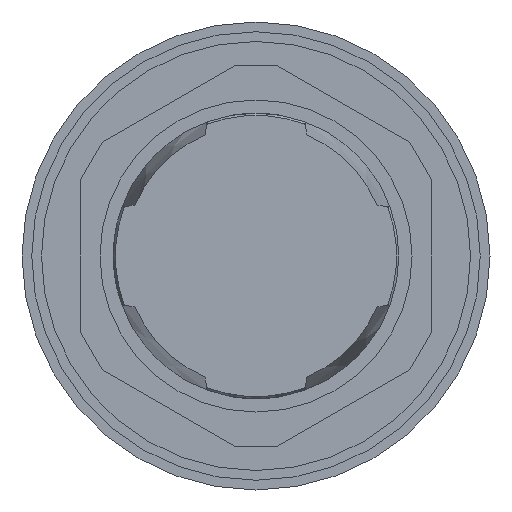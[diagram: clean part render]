
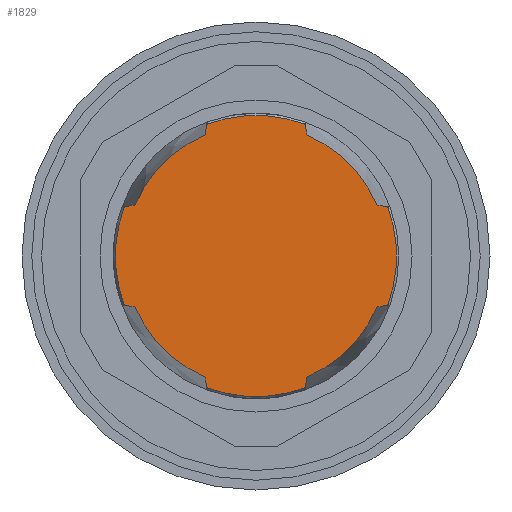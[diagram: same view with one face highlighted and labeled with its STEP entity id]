
A CAD part, front view. The second image highlights one B-rep face of the part: STEP entity #1829.
In plain terms, the highlighted planar face has unit normal (0, -1, 0).
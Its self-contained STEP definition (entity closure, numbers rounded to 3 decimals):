
#133=PLANE('',#2039);
#229=FACE_OUTER_BOUND('',#343,.T.);
#343=EDGE_LOOP('',(#1593,#1594,#1595,#1596,#1597,#1598,#1599,#1600,#1601,
#1602,#1603,#1604,#1605,#1606,#1607,#1608));
#440=CIRCLE('',#2013,6.725);
#442=CIRCLE('',#2017,6.725);
#444=CIRCLE('',#2021,6.725);
#445=CIRCLE('',#2027,7.21);
#447=CIRCLE('',#2030,7.21);
#451=CIRCLE('',#2035,7.21);
#452=CIRCLE('',#2037,7.21);
#454=CIRCLE('',#2040,6.725);
#585=LINE('',#3055,#724);
#587=LINE('',#3076,#726);
#589=LINE('',#3097,#728);
#592=LINE('',#3110,#731);
#594=LINE('',#3118,#733);
#596=LINE('',#3126,#735);
#597=LINE('',#3153,#736);
#598=LINE('',#3156,#737);
#724=VECTOR('',#2488,10.);
#726=VECTOR('',#2498,10.);
#728=VECTOR('',#2508,10.);
#731=VECTOR('',#2513,10.);
#733=VECTOR('',#2517,10.);
#735=VECTOR('',#2521,10.);
#736=VECTOR('',#2550,10.);
#737=VECTOR('',#2553,10.);
#883=VERTEX_POINT('',#3042);
#885=VERTEX_POINT('',#3048);
#886=VERTEX_POINT('',#3054);
#889=VERTEX_POINT('',#3063);
#891=VERTEX_POINT('',#3069);
#892=VERTEX_POINT('',#3075);
#895=VERTEX_POINT('',#3084);
#897=VERTEX_POINT('',#3090);
#898=VERTEX_POINT('',#3096);
#901=VERTEX_POINT('',#3106);
#903=VERTEX_POINT('',#3114);
#905=VERTEX_POINT('',#3122);
#906=VERTEX_POINT('',#3128);
#910=VERTEX_POINT('',#3143);
#911=VERTEX_POINT('',#3152);
#912=VERTEX_POINT('',#3154);
#1125=EDGE_CURVE('',#883,#885,#440,.T.);
#1126=EDGE_CURVE('',#886,#883,#585,.T.);
#1132=EDGE_CURVE('',#889,#891,#442,.T.);
#1133=EDGE_CURVE('',#892,#889,#587,.T.);
#1139=EDGE_CURVE('',#895,#897,#444,.T.);
#1140=EDGE_CURVE('',#898,#895,#589,.T.);
#1145=EDGE_CURVE('',#885,#901,#592,.T.);
#1148=EDGE_CURVE('',#891,#903,#594,.T.);
#1151=EDGE_CURVE('',#897,#905,#596,.T.);
#1152=EDGE_CURVE('',#906,#898,#445,.T.);
#1155=EDGE_CURVE('',#905,#892,#447,.T.);
#1160=EDGE_CURVE('',#901,#910,#451,.T.);
#1161=EDGE_CURVE('',#903,#886,#452,.T.);
#1163=EDGE_CURVE('',#910,#911,#597,.T.);
#1164=EDGE_CURVE('',#911,#912,#454,.T.);
#1165=EDGE_CURVE('',#912,#906,#598,.T.);
#1593=ORIENTED_EDGE('',*,*,#1126,.T.);
#1594=ORIENTED_EDGE('',*,*,#1125,.T.);
#1595=ORIENTED_EDGE('',*,*,#1145,.T.);
#1596=ORIENTED_EDGE('',*,*,#1160,.T.);
#1597=ORIENTED_EDGE('',*,*,#1163,.T.);
#1598=ORIENTED_EDGE('',*,*,#1164,.T.);
#1599=ORIENTED_EDGE('',*,*,#1165,.T.);
#1600=ORIENTED_EDGE('',*,*,#1152,.T.);
#1601=ORIENTED_EDGE('',*,*,#1140,.T.);
#1602=ORIENTED_EDGE('',*,*,#1139,.T.);
#1603=ORIENTED_EDGE('',*,*,#1151,.T.);
#1604=ORIENTED_EDGE('',*,*,#1155,.T.);
#1605=ORIENTED_EDGE('',*,*,#1133,.T.);
#1606=ORIENTED_EDGE('',*,*,#1132,.T.);
#1607=ORIENTED_EDGE('',*,*,#1148,.T.);
#1608=ORIENTED_EDGE('',*,*,#1161,.T.);
#1829=ADVANCED_FACE('',(#229),#133,.T.);
#2013=AXIS2_PLACEMENT_3D('',#3052,#2484,#2485);
#2017=AXIS2_PLACEMENT_3D('',#3073,#2494,#2495);
#2021=AXIS2_PLACEMENT_3D('',#3094,#2504,#2505);
#2027=AXIS2_PLACEMENT_3D('',#3129,#2524,#2525);
#2030=AXIS2_PLACEMENT_3D('',#3136,#2530,#2531);
#2035=AXIS2_PLACEMENT_3D('',#3147,#2540,#2541);
#2037=AXIS2_PLACEMENT_3D('',#3149,#2544,#2545);
#2039=AXIS2_PLACEMENT_3D('',#3151,#2548,#2549);
#2040=AXIS2_PLACEMENT_3D('',#3155,#2551,#2552);
#2484=DIRECTION('center_axis',(0.,-1.,0.));
#2485=DIRECTION('ref_axis',(-0.39,0.,0.921));
#2488=DIRECTION('',(0.174,0.,0.985));
#2494=DIRECTION('center_axis',(0.,-1.,0.));
#2495=DIRECTION('ref_axis',(0.921,0.,0.39));
#2498=DIRECTION('',(0.985,0.,-0.174));
#2504=DIRECTION('center_axis',(0.,-1.,0.));
#2505=DIRECTION('ref_axis',(0.39,0.,-0.921));
#2508=DIRECTION('',(-0.174,0.,-0.985));
#2513=DIRECTION('',(0.985,0.,0.174));
#2517=DIRECTION('',(0.174,0.,-0.985));
#2521=DIRECTION('',(-0.985,0.,-0.174));
#2524=DIRECTION('center_axis',(0.,-1.,0.));
#2525=DIRECTION('ref_axis',(1.,0.,0.));
#2530=DIRECTION('center_axis',(0.,-1.,0.));
#2531=DIRECTION('ref_axis',(1.,0.,0.));
#2540=DIRECTION('center_axis',(0.,-1.,0.));
#2541=DIRECTION('ref_axis',(1.,0.,0.));
#2544=DIRECTION('center_axis',(0.,-1.,0.));
#2545=DIRECTION('ref_axis',(1.,0.,0.));
#2548=DIRECTION('center_axis',(0.,-1.,0.));
#2549=DIRECTION('ref_axis',(0.,0.,-1.));
#2550=DIRECTION('',(-0.985,0.,0.174));
#2551=DIRECTION('center_axis',(0.,-1.,0.));
#2552=DIRECTION('ref_axis',(-0.921,0.,-0.39));
#2553=DIRECTION('',(-0.174,0.,0.985));
#3042=CARTESIAN_POINT('',(2.623,-12.25,-6.192));
#3048=CARTESIAN_POINT('',(6.192,-12.25,-2.623));
#3052=CARTESIAN_POINT('Origin',(0.,-12.25,0.));
#3054=CARTESIAN_POINT('',(2.524,-12.25,-6.753));
#3055=CARTESIAN_POINT('',(3.216,-12.25,-2.827));
#3063=CARTESIAN_POINT('',(-6.192,-12.25,-2.623));
#3069=CARTESIAN_POINT('',(-2.623,-12.25,-6.192));
#3073=CARTESIAN_POINT('Origin',(0.,-12.25,0.));
#3075=CARTESIAN_POINT('',(-6.753,-12.25,-2.524));
#3076=CARTESIAN_POINT('',(-0.084,-12.25,-3.7));
#3084=CARTESIAN_POINT('',(-2.623,-12.25,6.192));
#3090=CARTESIAN_POINT('',(-6.192,-12.25,2.623));
#3094=CARTESIAN_POINT('Origin',(0.,-12.25,0.));
#3096=CARTESIAN_POINT('',(-2.524,-12.25,6.753));
#3097=CARTESIAN_POINT('',(-3.009,-12.25,4.001));
#3106=CARTESIAN_POINT('',(6.753,-12.25,-2.524));
#3110=CARTESIAN_POINT('',(7.09,-12.25,-2.465));
#3114=CARTESIAN_POINT('',(-2.524,-12.25,-6.753));
#3118=CARTESIAN_POINT('',(-2.948,-12.25,-4.347));
#3122=CARTESIAN_POINT('',(-6.753,-12.25,2.524));
#3126=CARTESIAN_POINT('',(-0.43,-12.25,3.639));
#3128=CARTESIAN_POINT('',(2.524,-12.25,6.753));
#3129=CARTESIAN_POINT('Origin',(0.,-12.25,0.));
#3136=CARTESIAN_POINT('Origin',(0.,-12.25,0.));
#3143=CARTESIAN_POINT('',(6.753,-12.25,2.524));
#3147=CARTESIAN_POINT('Origin',(0.,-12.25,0.));
#3149=CARTESIAN_POINT('Origin',(0.,-12.25,0.));
#3151=CARTESIAN_POINT('Origin',(6.867,-12.25,0.));
#3152=CARTESIAN_POINT('',(6.192,-12.25,2.623));
#3153=CARTESIAN_POINT('',(6.744,-12.25,2.526));
#3154=CARTESIAN_POINT('',(2.623,-12.25,6.192));
#3155=CARTESIAN_POINT('Origin',(0.,-12.25,0.));
#3156=CARTESIAN_POINT('',(3.155,-12.25,3.173));
